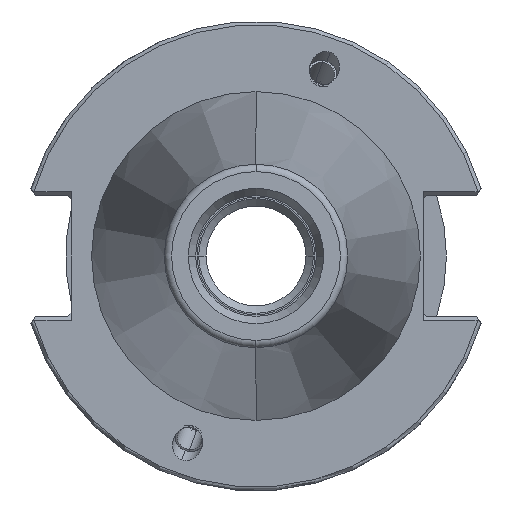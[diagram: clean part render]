
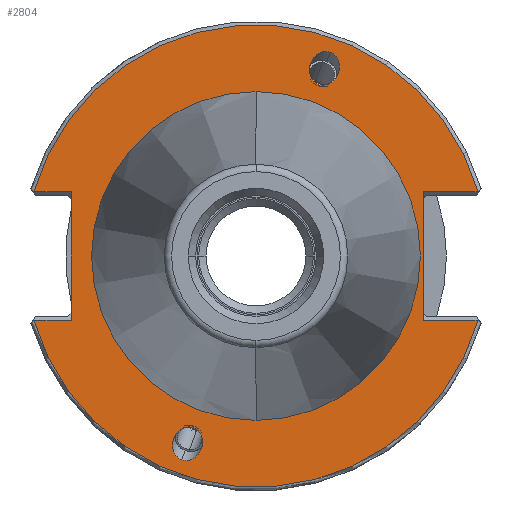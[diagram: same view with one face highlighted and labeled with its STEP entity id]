
A CAD part, left-side view. The second image highlights one B-rep face of the part: STEP entity #2804.
In plain terms, the highlighted planar face has unit normal (-1, 0, 0).
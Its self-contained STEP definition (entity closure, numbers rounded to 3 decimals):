
#116=CARTESIAN_POINT('',(3.175,0.,0.));
#117=DIRECTION('',(1.,0.,0.));
#118=DIRECTION('',(0.,1.,0.));
#119=AXIS2_PLACEMENT_3D('',#116,#117,#118);
#121=CARTESIAN_POINT('',(3.175,0.,0.));
#122=DIRECTION('',(1.,0.,0.));
#123=DIRECTION('',(0.,-1.,0.));
#124=AXIS2_PLACEMENT_3D('',#121,#122,#123);
#126=DIRECTION('',(0.,-1.,0.));
#127=VECTOR('',#126,5.017);
#128=CARTESIAN_POINT('',(3.175,30.017,8.69));
#129=LINE('',#128,#127);
#130=DIRECTION('',(0.,-1.,0.));
#131=VECTOR('',#130,7.417);
#132=CARTESIAN_POINT('',(3.175,-22.6,8.69));
#133=LINE('',#132,#131);
#134=DIRECTION('',(0.,1.,0.));
#135=VECTOR('',#134,7.417);
#136=CARTESIAN_POINT('',(3.175,-30.017,-8.69));
#137=LINE('',#136,#135);
#138=DIRECTION('',(0.,1.,0.));
#139=VECTOR('',#138,5.017);
#140=CARTESIAN_POINT('',(3.175,25.,-8.69));
#141=LINE('',#140,#139);
#142=CARTESIAN_POINT('',(3.175,10.027,-27.548));
#143=CARTESIAN_POINT('',(3.175,10.248,-27.467));
#144=CARTESIAN_POINT('',(3.175,10.693,-27.2));
#145=CARTESIAN_POINT('',(3.175,11.18,-26.46));
#146=CARTESIAN_POINT('',(3.175,11.327,-25.522));
#147=CARTESIAN_POINT('',(3.175,11.154,-24.673));
#148=CARTESIAN_POINT('',(3.175,10.741,-23.912));
#149=CARTESIAN_POINT('',(3.175,10.026,-23.287));
#150=CARTESIAN_POINT('',(3.175,9.177,-23.034));
#151=CARTESIAN_POINT('',(3.175,8.664,-23.115));
#152=CARTESIAN_POINT('',(3.175,8.443,-23.196));
#154=CARTESIAN_POINT('',(3.175,8.443,-23.196));
#155=CARTESIAN_POINT('',(3.175,8.221,-23.276));
#156=CARTESIAN_POINT('',(3.175,7.777,-23.544));
#157=CARTESIAN_POINT('',(3.175,7.289,-24.284));
#158=CARTESIAN_POINT('',(3.175,7.142,-25.222));
#159=CARTESIAN_POINT('',(3.175,7.315,-26.07));
#160=CARTESIAN_POINT('',(3.175,7.728,-26.831));
#161=CARTESIAN_POINT('',(3.175,8.443,-27.456));
#162=CARTESIAN_POINT('',(3.175,9.293,-27.709));
#163=CARTESIAN_POINT('',(3.175,9.805,-27.628));
#164=CARTESIAN_POINT('',(3.175,10.027,-27.548));
#166=CARTESIAN_POINT('',(3.175,-10.027,27.548));
#167=CARTESIAN_POINT('',(3.175,-10.248,27.467));
#168=CARTESIAN_POINT('',(3.175,-10.693,27.2));
#169=CARTESIAN_POINT('',(3.175,-11.18,26.46));
#170=CARTESIAN_POINT('',(3.175,-11.327,25.522));
#171=CARTESIAN_POINT('',(3.175,-11.154,24.673));
#172=CARTESIAN_POINT('',(3.175,-10.741,23.912));
#173=CARTESIAN_POINT('',(3.175,-10.026,23.287));
#174=CARTESIAN_POINT('',(3.175,-9.177,23.034));
#175=CARTESIAN_POINT('',(3.175,-8.664,23.115));
#176=CARTESIAN_POINT('',(3.175,-8.443,23.196));
#178=CARTESIAN_POINT('',(3.175,-8.443,23.196));
#179=CARTESIAN_POINT('',(3.175,-8.221,23.276));
#180=CARTESIAN_POINT('',(3.175,-7.777,23.544));
#181=CARTESIAN_POINT('',(3.175,-7.289,24.284));
#182=CARTESIAN_POINT('',(3.175,-7.142,25.222));
#183=CARTESIAN_POINT('',(3.175,-7.315,26.07));
#184=CARTESIAN_POINT('',(3.175,-7.728,26.831));
#185=CARTESIAN_POINT('',(3.175,-8.443,27.456));
#186=CARTESIAN_POINT('',(3.175,-9.293,27.709));
#187=CARTESIAN_POINT('',(3.175,-9.805,27.628));
#188=CARTESIAN_POINT('',(3.175,-10.027,27.548));
#216=DIRECTION('',(0.,0.,-1.));
#217=VECTOR('',#216,17.38);
#218=CARTESIAN_POINT('',(3.175,25.,8.69));
#219=LINE('',#218,#217);
#1564=DIRECTION('',(0.,0.,1.));
#1565=VECTOR('',#1564,17.38);
#1566=CARTESIAN_POINT('',(3.175,-22.6,-8.69));
#1567=LINE('',#1566,#1565);
#1690=CARTESIAN_POINT('',(3.175,0.,0.));
#1691=DIRECTION('',(-1.,0.,0.));
#1692=DIRECTION('',(0.,0.961,-0.278));
#1693=AXIS2_PLACEMENT_3D('',#1690,#1691,#1692);
#1762=CARTESIAN_POINT('',(3.175,0.,0.));
#1763=DIRECTION('',(-1.,0.,0.));
#1764=DIRECTION('',(0.,-0.961,0.278));
#1765=AXIS2_PLACEMENT_3D('',#1762,#1763,#1764);
#2248=CARTESIAN_POINT('',(3.175,22.2,0.));
#2249=CARTESIAN_POINT('',(3.175,-22.2,0.));
#2250=VERTEX_POINT('',#2248);
#2251=VERTEX_POINT('',#2249);
#2304=CARTESIAN_POINT('',(3.175,30.017,8.69));
#2305=CARTESIAN_POINT('',(3.175,25.,8.69));
#2306=VERTEX_POINT('',#2304);
#2307=VERTEX_POINT('',#2305);
#2312=CARTESIAN_POINT('',(3.175,25.,-8.69));
#2313=CARTESIAN_POINT('',(3.175,30.017,-8.69));
#2314=VERTEX_POINT('',#2312);
#2315=VERTEX_POINT('',#2313);
#2320=CARTESIAN_POINT('',(3.175,-22.6,8.69));
#2321=CARTESIAN_POINT('',(3.175,-30.017,8.69));
#2322=VERTEX_POINT('',#2320);
#2323=VERTEX_POINT('',#2321);
#2328=CARTESIAN_POINT('',(3.175,-30.017,
-8.69));
#2329=CARTESIAN_POINT('',(3.175,-22.6,-8.69));
#2330=VERTEX_POINT('',#2328);
#2331=VERTEX_POINT('',#2329);
#2380=VERTEX_POINT('',#142);
#2381=VERTEX_POINT('',#152);
#2557=VERTEX_POINT('',#166);
#2558=VERTEX_POINT('',#176);
#2765=CARTESIAN_POINT('',(3.175,0.,0.));
#2766=DIRECTION('',(1.,0.,0.));
#2767=DIRECTION('',(0.,0.,1.));
#2768=AXIS2_PLACEMENT_3D('',#2765,#2766,#2767);
#2769=PLANE('',#2768);
#2771=ORIENTED_EDGE('',*,*,#2770,.F.);
#2773=ORIENTED_EDGE('',*,*,#2772,.F.);
#2775=ORIENTED_EDGE('',*,*,#2774,.F.);
#2777=ORIENTED_EDGE('',*,*,#2776,.F.);
#2779=ORIENTED_EDGE('',*,*,#2778,.F.);
#2781=ORIENTED_EDGE('',*,*,#2780,.F.);
#2783=ORIENTED_EDGE('',*,*,#2782,.F.);
#2785=ORIENTED_EDGE('',*,*,#2784,.F.);
#2786=EDGE_LOOP('',(#2771,#2773,#2775,#2777,#2779,#2781,#2783,#2785));
#2787=FACE_OUTER_BOUND('',#2786,.F.);
#2788=ORIENTED_EDGE('',*,*,#2718,.F.);
#2789=ORIENTED_EDGE('',*,*,#2733,.F.);
#2790=EDGE_LOOP('',(#2788,#2789));
#2791=FACE_BOUND('',#2790,.F.);
#2793=ORIENTED_EDGE('',*,*,#2792,.F.);
#2795=ORIENTED_EDGE('',*,*,#2794,.F.);
#2796=EDGE_LOOP('',(#2793,#2795));
#2797=FACE_BOUND('',#2796,.F.);
#2799=ORIENTED_EDGE('',*,*,#2798,.F.);
#2801=ORIENTED_EDGE('',*,*,#2800,.F.);
#2802=EDGE_LOOP('',(#2799,#2801));
#2803=FACE_BOUND('',#2802,.F.);
#2804=ADVANCED_FACE('',(#2787,#2791,#2797,#2803),#2769,.F.);
#120=CIRCLE('',#119,22.2);
#125=CIRCLE('',#124,22.2);
#153=B_SPLINE_CURVE_WITH_KNOTS('',3,(#142,#143,#144,#145,#146,#147,#148,#149,
#150,#151,#152),.UNSPECIFIED.,.F.,.F.,(4,1,1,1,1,1,1,1,4),(0.,0.125,0.25,
0.375,0.5,0.625,0.75,0.875,1.),.UNSPECIFIED.);
#165=B_SPLINE_CURVE_WITH_KNOTS('',3,(#154,#155,#156,#157,#158,#159,#160,#161,
#162,#163,#164),.UNSPECIFIED.,.F.,.F.,(4,1,1,1,1,1,1,1,4),(0.,0.125,0.25,
0.375,0.5,0.625,0.75,0.875,1.),.UNSPECIFIED.);
#177=B_SPLINE_CURVE_WITH_KNOTS('',3,(#166,#167,#168,#169,#170,#171,#172,#173,
#174,#175,#176),.UNSPECIFIED.,.F.,.F.,(4,1,1,1,1,1,1,1,4),(0.,0.125,0.25,
0.375,0.5,0.625,0.75,0.875,1.),.UNSPECIFIED.);
#189=B_SPLINE_CURVE_WITH_KNOTS('',3,(#178,#179,#180,#181,#182,#183,#184,#185,
#186,#187,#188),.UNSPECIFIED.,.F.,.F.,(4,1,1,1,1,1,1,1,4),(0.,0.125,0.25,
0.375,0.5,0.625,0.75,0.875,1.),.UNSPECIFIED.);
#1694=CIRCLE('',#1693,31.25);
#1766=CIRCLE('',#1765,31.25);
#2718=EDGE_CURVE('',#2250,#2251,#120,.T.);
#2733=EDGE_CURVE('',#2251,#2250,#125,.T.);
#2770=EDGE_CURVE('',#2306,#2307,#129,.T.);
#2772=EDGE_CURVE('',#2323,#2306,#1766,.T.);
#2774=EDGE_CURVE('',#2322,#2323,#133,.T.);
#2776=EDGE_CURVE('',#2331,#2322,#1567,.T.);
#2778=EDGE_CURVE('',#2330,#2331,#137,.T.);
#2780=EDGE_CURVE('',#2315,#2330,#1694,.T.);
#2782=EDGE_CURVE('',#2314,#2315,#141,.T.);
#2784=EDGE_CURVE('',#2307,#2314,#219,.T.);
#2792=EDGE_CURVE('',#2380,#2381,#153,.T.);
#2794=EDGE_CURVE('',#2381,#2380,#165,.T.);
#2798=EDGE_CURVE('',#2557,#2558,#177,.T.);
#2800=EDGE_CURVE('',#2558,#2557,#189,.T.);
